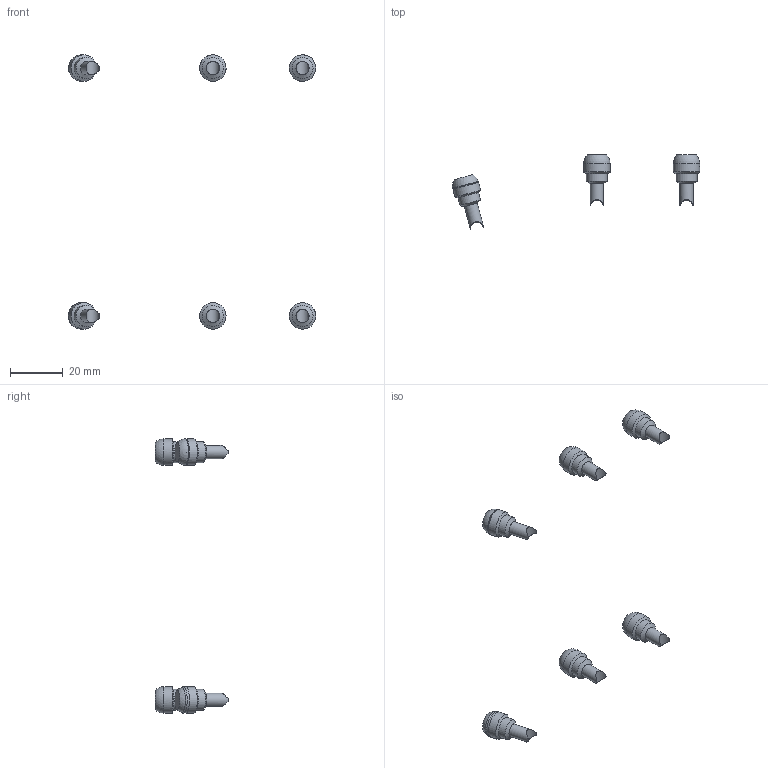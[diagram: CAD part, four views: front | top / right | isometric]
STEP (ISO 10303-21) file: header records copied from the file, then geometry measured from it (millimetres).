
FILE_DESCRIPTION(/* description */ (''),/* implementation_level */ '2;1');
FILE_NAME(/* name */ '103.065.25.756.stp',/* time_stamp */ '2018-03-06T14:34:35+01:00',/* author */ ('user-4'),/* organization */ (''),/* preprocessor_version */ 'ST-DEVELOPER v16.5',/* originating_system */ 'Autodesk Inventor 2017',/* authorisation */ '');
FILE_SCHEMA (('AUTOMOTIVE_DESIGN { 1 0 10303 214 3 1 1 }'));
Length unit declared in the file: millimetre
Products named in the file (1): 103.065.25.756
Bounding box: 93.86 x 28.04 x 104 mm (x, y, z)
Volume: 14091.6 mm3; surface area: 19007.8 mm2
Topology: 6 solids, 20 shells, 76 faces, 168 edges, 109 vertices
Faces by surface type: cylinder 25, cone 22, sphere 14, plane 12, torus 3
Full cylindrical faces by diameter (mm): 5 x6, 8 x6, 10 x5
Entity records: 9879 total; most frequent: CARTESIAN_POINT 2077, DIRECTION 1519, ORIENTED_EDGE 1402, EDGE_CURVE 693, AXIS2_PLACEMENT_3D 568, VERTEX_POINT 501, EDGE_LOOP 497, LINE 383
